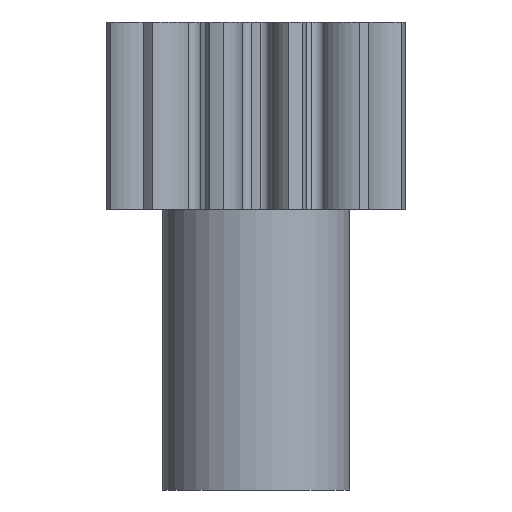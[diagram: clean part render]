
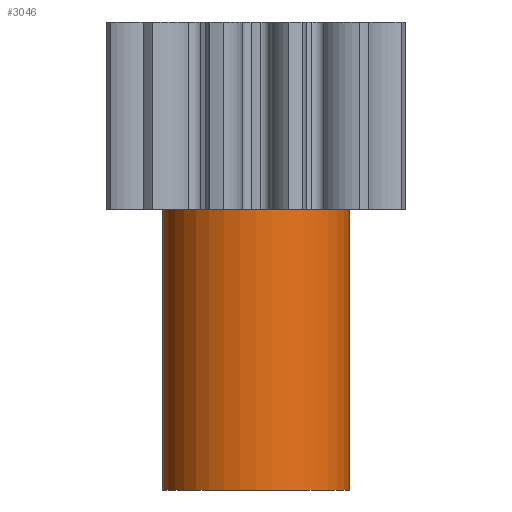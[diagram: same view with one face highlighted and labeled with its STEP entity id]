
A CAD part, front view. The second image highlights one B-rep face of the part: STEP entity #3046.
In plain terms, the highlighted cylindrical face has radius 3 mm (diameter 6 mm), a partial arc.
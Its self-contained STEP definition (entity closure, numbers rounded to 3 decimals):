
#11 = VERTEX_POINT ( 'NONE', #124 ) ;
#17 = VERTEX_POINT ( 'NONE', #131 ) ;
#32 = VERTEX_POINT ( 'NONE', #112 ) ;
#112 = CARTESIAN_POINT ( 'NONE',  ( -3., 0., 0. ) ) ;
#124 = CARTESIAN_POINT ( 'NONE',  ( -3., 0., -9. ) ) ;
#131 = CARTESIAN_POINT ( 'NONE',  ( 3., 0., -9. ) ) ;
#308 = LINE ( 'NONE', #311, #340 ) ;
#311 = CARTESIAN_POINT ( 'NONE',  ( -3., 0., -9. ) ) ;
#339 = DIRECTION ( 'NONE',  ( 0., 0., 1. ) ) ;
#340 = VECTOR ( 'NONE', #339, 1000. ) ;
#352 = CARTESIAN_POINT ( 'NONE',  ( 3., 0., 0. ) ) ;
#364 = VECTOR ( 'NONE', #502, 1000. ) ;
#409 = LINE ( 'NONE', #456, #364 ) ;
#456 = CARTESIAN_POINT ( 'NONE',  ( 3., 0., -9. ) ) ;
#502 = DIRECTION ( 'NONE',  ( 0., 0., 1. ) ) ;
#943 = VERTEX_POINT ( 'NONE', #352 ) ;
#945 = EDGE_CURVE ( 'NONE', #11, #32, #308, .T. ) ;
#951 = EDGE_CURVE ( 'NONE', #17, #943, #409, .T. ) ;
#1407 = EDGE_CURVE ( 'NONE', #32, #943, #1880, .T. ) ;
#1880 = CIRCLE ( 'NONE', #1904, 3. ) ;
#1902 = DIRECTION ( 'NONE',  ( 0., 0., 1. ) ) ;
#1903 = CARTESIAN_POINT ( 'NONE',  ( 0., 0., 0. ) ) ;
#1904 = AXIS2_PLACEMENT_3D ( 'NONE', #1903, #1902, #1907 ) ;
#1907 = DIRECTION ( 'NONE',  ( 1., 0., 0. ) ) ;
#2278 = DIRECTION ( 'NONE',  ( 0., 0., 1. ) ) ;
#2279 = CYLINDRICAL_SURFACE ( 'NONE', #2335, 3. ) ;
#2330 = CARTESIAN_POINT ( 'NONE',  ( 0., 0., -9. ) ) ;
#2335 = AXIS2_PLACEMENT_3D ( 'NONE', #2330, #2278, #2343 ) ;
#2343 = DIRECTION ( 'NONE',  ( 1., 0., 0. ) ) ;
#2354 = CIRCLE ( 'NONE', #2395, 3. ) ;
#2395 = AXIS2_PLACEMENT_3D ( 'NONE', #2437, #2413, #2480 ) ;
#2413 = DIRECTION ( 'NONE',  ( 0., 0., 1. ) ) ;
#2437 = CARTESIAN_POINT ( 'NONE',  ( 0., 0., -9. ) ) ;
#2480 = DIRECTION ( 'NONE',  ( 1., 0., 0. ) ) ;
#2627 = FACE_OUTER_BOUND ( 'NONE', #2688, .T. ) ;
#2641 = ORIENTED_EDGE ( 'NONE', *, *, #945, .F. ) ;
#2642 = ORIENTED_EDGE ( 'NONE', *, *, #951, .T. ) ;
#2688 = EDGE_LOOP ( 'NONE', ( #2641, #3049, #2642, #2696 ) ) ;
#2696 = ORIENTED_EDGE ( 'NONE', *, *, #1407, .F. ) ;
#3046 = ADVANCED_FACE ( 'NONE', ( #2627 ), #2279, .T. ) ;
#3047 = EDGE_CURVE ( 'NONE', #11, #17, #2354, .T. ) ;
#3049 = ORIENTED_EDGE ( 'NONE', *, *, #3047, .T. ) ;
